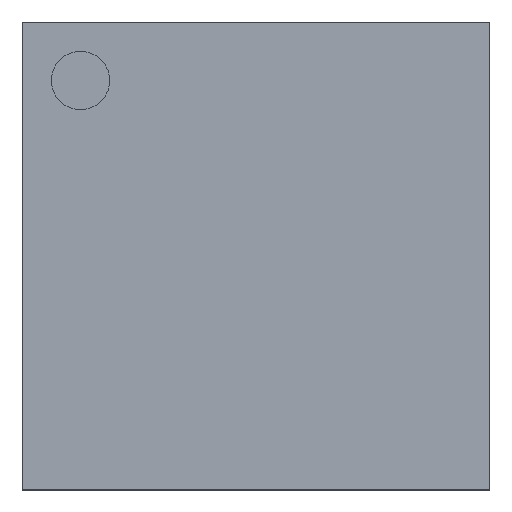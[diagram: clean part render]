
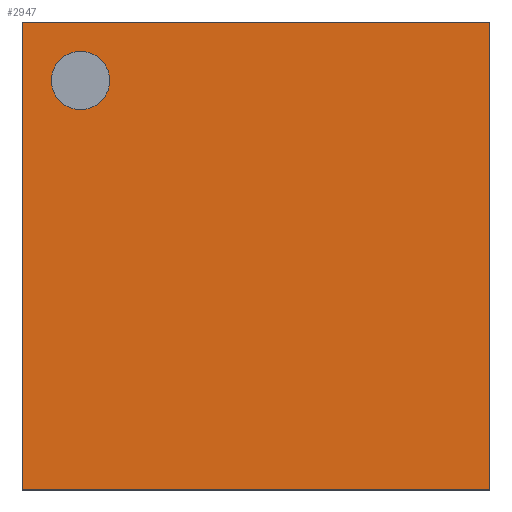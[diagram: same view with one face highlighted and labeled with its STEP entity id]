
A CAD part, top view. The second image highlights one B-rep face of the part: STEP entity #2947.
In plain terms, the highlighted planar face has unit normal (0, 0, 1).
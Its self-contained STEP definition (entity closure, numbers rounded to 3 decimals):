
#2758 = VERTEX_POINT('',#2759);
#2759 = CARTESIAN_POINT('',(-6.5,-6.5,1.4));
#2766 = PLANE('',#2767);
#2767 = AXIS2_PLACEMENT_3D('',#2768,#2769,#2770);
#2768 = CARTESIAN_POINT('',(-6.5,-6.5,0.4));
#2769 = DIRECTION('',(1.,0.,0.));
#2770 = DIRECTION('',(0.,0.,1.));
#2778 = PLANE('',#2779);
#2779 = AXIS2_PLACEMENT_3D('',#2780,#2781,#2782);
#2780 = CARTESIAN_POINT('',(-6.5,-6.5,0.4));
#2781 = DIRECTION('',(0.,1.,0.));
#2782 = DIRECTION('',(0.,0.,1.));
#2819 = VERTEX_POINT('',#2820);
#2820 = CARTESIAN_POINT('',(-6.5,6.5,1.4));
#2834 = PLANE('',#2835);
#2835 = AXIS2_PLACEMENT_3D('',#2836,#2837,#2838);
#2836 = CARTESIAN_POINT('',(-6.5,6.5,0.4));
#2837 = DIRECTION('',(0.,1.,0.));
#2838 = DIRECTION('',(0.,0.,1.));
#2846 = EDGE_CURVE('',#2758,#2819,#2847,.T.);
#2847 = SURFACE_CURVE('',#2848,(#2852,#2859),.PCURVE_S1.);
#2848 = LINE('',#2849,#2850);
#2849 = CARTESIAN_POINT('',(-6.5,-6.5,1.4));
#2850 = VECTOR('',#2851,1.);
#2851 = DIRECTION('',(0.,1.,0.));
#2852 = PCURVE('',#2766,#2853);
#2853 = DEFINITIONAL_REPRESENTATION('',(#2854),#2858);
#2854 = LINE('',#2855,#2856);
#2855 = CARTESIAN_POINT('',(1.,0.));
#2856 = VECTOR('',#2857,1.);
#2857 = DIRECTION('',(0.,-1.));
#2858 = ( GEOMETRIC_REPRESENTATION_CONTEXT(2) 
PARAMETRIC_REPRESENTATION_CONTEXT() REPRESENTATION_CONTEXT('2D SPACE',''
  ) );
#2859 = PCURVE('',#2860,#2865);
#2860 = PLANE('',#2861);
#2861 = AXIS2_PLACEMENT_3D('',#2862,#2863,#2864);
#2862 = CARTESIAN_POINT('',(-6.5,-6.5,1.4));
#2863 = DIRECTION('',(0.,0.,1.));
#2864 = DIRECTION('',(1.,0.,0.));
#2865 = DEFINITIONAL_REPRESENTATION('',(#2866),#2870);
#2866 = LINE('',#2867,#2868);
#2867 = CARTESIAN_POINT('',(0.,0.));
#2868 = VECTOR('',#2869,1.);
#2869 = DIRECTION('',(0.,1.));
#2870 = ( GEOMETRIC_REPRESENTATION_CONTEXT(2) 
PARAMETRIC_REPRESENTATION_CONTEXT() REPRESENTATION_CONTEXT('2D SPACE',''
  ) );
#2899 = EDGE_CURVE('',#2758,#2900,#2902,.T.);
#2900 = VERTEX_POINT('',#2901);
#2901 = CARTESIAN_POINT('',(6.5,-6.5,1.4));
#2902 = SURFACE_CURVE('',#2903,(#2907,#2914),.PCURVE_S1.);
#2903 = LINE('',#2904,#2905);
#2904 = CARTESIAN_POINT('',(-6.5,-6.5,1.4));
#2905 = VECTOR('',#2906,1.);
#2906 = DIRECTION('',(1.,0.,0.));
#2907 = PCURVE('',#2778,#2908);
#2908 = DEFINITIONAL_REPRESENTATION('',(#2909),#2913);
#2909 = LINE('',#2910,#2911);
#2910 = CARTESIAN_POINT('',(1.,0.));
#2911 = VECTOR('',#2912,1.);
#2912 = DIRECTION('',(0.,1.));
#2913 = ( GEOMETRIC_REPRESENTATION_CONTEXT(2) 
PARAMETRIC_REPRESENTATION_CONTEXT() REPRESENTATION_CONTEXT('2D SPACE',''
  ) );
#2914 = PCURVE('',#2860,#2915);
#2915 = DEFINITIONAL_REPRESENTATION('',(#2916),#2920);
#2916 = LINE('',#2917,#2918);
#2917 = CARTESIAN_POINT('',(0.,0.));
#2918 = VECTOR('',#2919,1.);
#2919 = DIRECTION('',(1.,0.));
#2920 = ( GEOMETRIC_REPRESENTATION_CONTEXT(2) 
PARAMETRIC_REPRESENTATION_CONTEXT() REPRESENTATION_CONTEXT('2D SPACE',''
  ) );
#2936 = PLANE('',#2937);
#2937 = AXIS2_PLACEMENT_3D('',#2938,#2939,#2940);
#2938 = CARTESIAN_POINT('',(6.5,-6.5,0.4));
#2939 = DIRECTION('',(1.,0.,0.));
#2940 = DIRECTION('',(0.,0.,1.));
#2947 = ADVANCED_FACE('',(#2948,#2996),#2860,.T.);
#2948 = FACE_BOUND('',#2949,.T.);
#2949 = EDGE_LOOP('',(#2950,#2951,#2952,#2975));
#2950 = ORIENTED_EDGE('',*,*,#2846,.F.);
#2951 = ORIENTED_EDGE('',*,*,#2899,.T.);
#2952 = ORIENTED_EDGE('',*,*,#2953,.T.);
#2953 = EDGE_CURVE('',#2900,#2954,#2956,.T.);
#2954 = VERTEX_POINT('',#2955);
#2955 = CARTESIAN_POINT('',(6.5,6.5,1.4));
#2956 = SURFACE_CURVE('',#2957,(#2961,#2968),.PCURVE_S1.);
#2957 = LINE('',#2958,#2959);
#2958 = CARTESIAN_POINT('',(6.5,-6.5,1.4));
#2959 = VECTOR('',#2960,1.);
#2960 = DIRECTION('',(0.,1.,0.));
#2961 = PCURVE('',#2860,#2962);
#2962 = DEFINITIONAL_REPRESENTATION('',(#2963),#2967);
#2963 = LINE('',#2964,#2965);
#2964 = CARTESIAN_POINT('',(13.,0.));
#2965 = VECTOR('',#2966,1.);
#2966 = DIRECTION('',(0.,1.));
#2967 = ( GEOMETRIC_REPRESENTATION_CONTEXT(2) 
PARAMETRIC_REPRESENTATION_CONTEXT() REPRESENTATION_CONTEXT('2D SPACE',''
  ) );
#2968 = PCURVE('',#2936,#2969);
#2969 = DEFINITIONAL_REPRESENTATION('',(#2970),#2974);
#2970 = LINE('',#2971,#2972);
#2971 = CARTESIAN_POINT('',(1.,0.));
#2972 = VECTOR('',#2973,1.);
#2973 = DIRECTION('',(0.,-1.));
#2974 = ( GEOMETRIC_REPRESENTATION_CONTEXT(2) 
PARAMETRIC_REPRESENTATION_CONTEXT() REPRESENTATION_CONTEXT('2D SPACE',''
  ) );
#2975 = ORIENTED_EDGE('',*,*,#2976,.F.);
#2976 = EDGE_CURVE('',#2819,#2954,#2977,.T.);
#2977 = SURFACE_CURVE('',#2978,(#2982,#2989),.PCURVE_S1.);
#2978 = LINE('',#2979,#2980);
#2979 = CARTESIAN_POINT('',(-6.5,6.5,1.4));
#2980 = VECTOR('',#2981,1.);
#2981 = DIRECTION('',(1.,0.,0.));
#2982 = PCURVE('',#2860,#2983);
#2983 = DEFINITIONAL_REPRESENTATION('',(#2984),#2988);
#2984 = LINE('',#2985,#2986);
#2985 = CARTESIAN_POINT('',(0.,13.));
#2986 = VECTOR('',#2987,1.);
#2987 = DIRECTION('',(1.,0.));
#2988 = ( GEOMETRIC_REPRESENTATION_CONTEXT(2) 
PARAMETRIC_REPRESENTATION_CONTEXT() REPRESENTATION_CONTEXT('2D SPACE',''
  ) );
#2989 = PCURVE('',#2834,#2990);
#2990 = DEFINITIONAL_REPRESENTATION('',(#2991),#2995);
#2991 = LINE('',#2992,#2993);
#2992 = CARTESIAN_POINT('',(1.,0.));
#2993 = VECTOR('',#2994,1.);
#2994 = DIRECTION('',(0.,1.));
#2995 = ( GEOMETRIC_REPRESENTATION_CONTEXT(2) 
PARAMETRIC_REPRESENTATION_CONTEXT() REPRESENTATION_CONTEXT('2D SPACE',''
  ) );
#2996 = FACE_BOUND('',#2997,.T.);
#2997 = EDGE_LOOP('',(#2998));
#2998 = ORIENTED_EDGE('',*,*,#2999,.F.);
#2999 = EDGE_CURVE('',#3000,#3000,#3002,.T.);
#3000 = VERTEX_POINT('',#3001);
#3001 = CARTESIAN_POINT('',(-4.063,4.875,1.4));
#3002 = SURFACE_CURVE('',#3003,(#3008,#3015),.PCURVE_S1.);
#3003 = CIRCLE('',#3004,0.813);
#3004 = AXIS2_PLACEMENT_3D('',#3005,#3006,#3007);
#3005 = CARTESIAN_POINT('',(-4.875,4.875,1.4));
#3006 = DIRECTION('',(0.,0.,1.));
#3007 = DIRECTION('',(1.,0.,0.));
#3008 = PCURVE('',#2860,#3009);
#3009 = DEFINITIONAL_REPRESENTATION('',(#3010),#3014);
#3010 = CIRCLE('',#3011,0.813);
#3011 = AXIS2_PLACEMENT_2D('',#3012,#3013);
#3012 = CARTESIAN_POINT('',(1.625,11.375));
#3013 = DIRECTION('',(1.,0.));
#3014 = ( GEOMETRIC_REPRESENTATION_CONTEXT(2) 
PARAMETRIC_REPRESENTATION_CONTEXT() REPRESENTATION_CONTEXT('2D SPACE',''
  ) );
#3015 = PCURVE('',#3016,#3021);
#3016 = CYLINDRICAL_SURFACE('',#3017,0.813);
#3017 = AXIS2_PLACEMENT_3D('',#3018,#3019,#3020);
#3018 = CARTESIAN_POINT('',(-4.875,4.875,1.26));
#3019 = DIRECTION('',(0.,0.,1.));
#3020 = DIRECTION('',(1.,0.,0.));
#3021 = DEFINITIONAL_REPRESENTATION('',(#3022),#3026);
#3022 = LINE('',#3023,#3024);
#3023 = CARTESIAN_POINT('',(0.,0.14));
#3024 = VECTOR('',#3025,1.);
#3025 = DIRECTION('',(1.,0.));
#3026 = ( GEOMETRIC_REPRESENTATION_CONTEXT(2) 
PARAMETRIC_REPRESENTATION_CONTEXT() REPRESENTATION_CONTEXT('2D SPACE',''
  ) );
